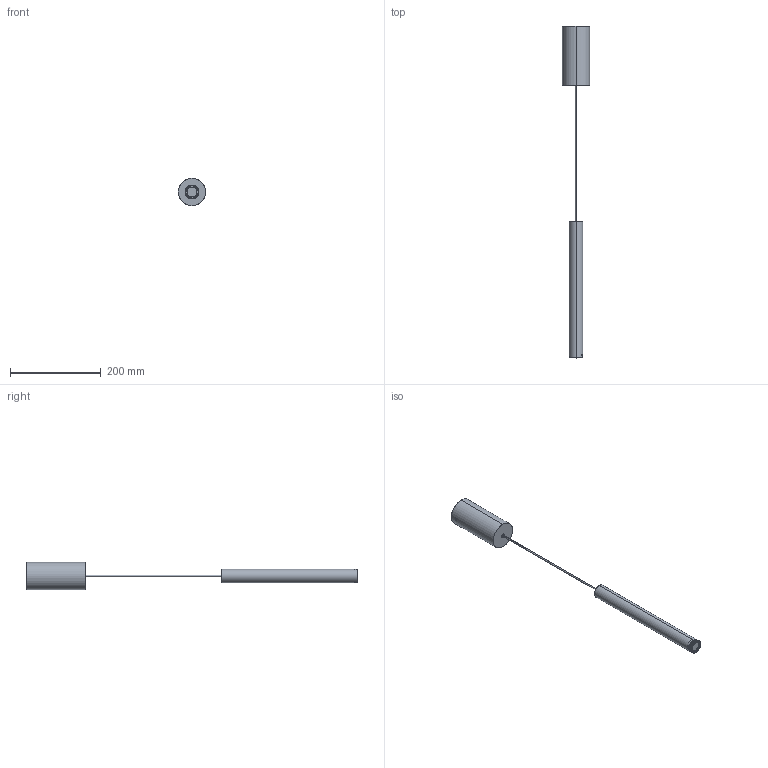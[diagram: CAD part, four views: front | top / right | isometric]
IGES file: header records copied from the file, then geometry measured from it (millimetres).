
Start section: SolidWorks IGES file using analytic representation for surfaces
Global section: file name: 00-5478V1.IGS; native system: SolidWorks 2016; preprocessor: SolidWorks 2016; author: jrosell; date: 170125.161032; units: millimetre
Bounding box: 60 x 729.6 x 60 mm (x, y, z)
Surface area: 118650.5 mm2 (no closed solid volume)
Topology: 0 solids, 0 shells, 351 faces, 5255 edges, 5251 vertices
Faces by surface type: bspline 182, revolution 169
